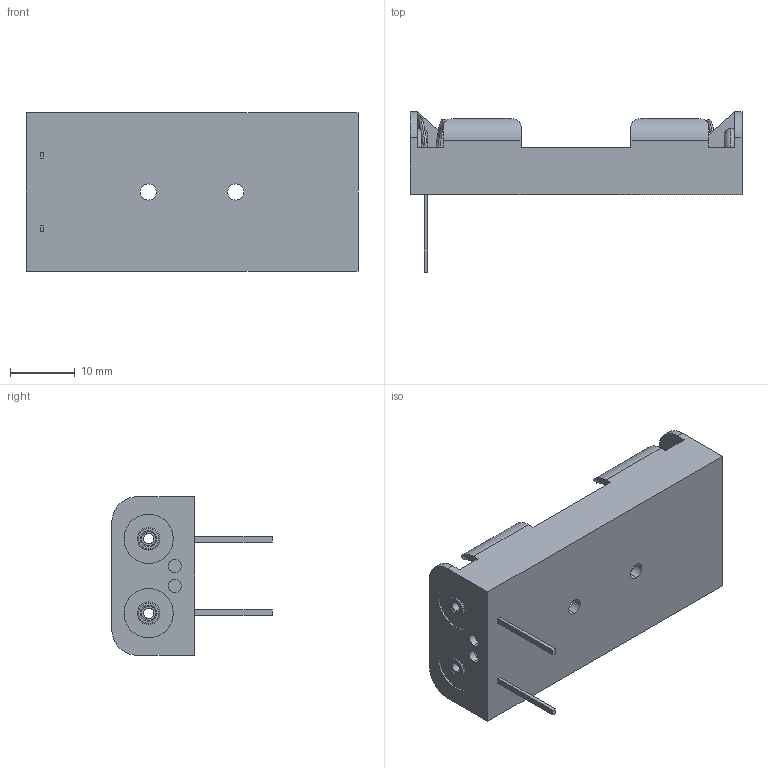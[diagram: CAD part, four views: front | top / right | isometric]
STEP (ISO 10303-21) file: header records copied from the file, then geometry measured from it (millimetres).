
FILE_DESCRIPTION (( 'STEP AP214' ), '1' );
FILE_NAME ('BC2AAAPC.STEP', '2019-12-04T07:38:29', ( '' ), ( '' ), 'SwSTEP 2.0', 'SolidWorks 2016', '' );
FILE_SCHEMA (( 'AUTOMOTIVE_DESIGN' ));
Length unit declared in the file: millimetre
Products named in the file (1): BC2AAAPC
Bounding box: 51.31 x 24.8 x 24.51 mm (x, y, z)
Volume: 3682.8 mm3; surface area: 6748.8 mm2
Topology: 8 solids, 8 shells, 332 faces, 796 edges, 514 vertices
Faces by surface type: plane 170, cylinder 108, torus 50, bspline 4
Entity records: 13403 total; most frequent: CARTESIAN_POINT 5303, DIRECTION 1724, ORIENTED_EDGE 1592, EDGE_CURVE 796, AXIS2_PLACEMENT_3D 631, VERTEX_POINT 514, LINE 462, VECTOR 462
